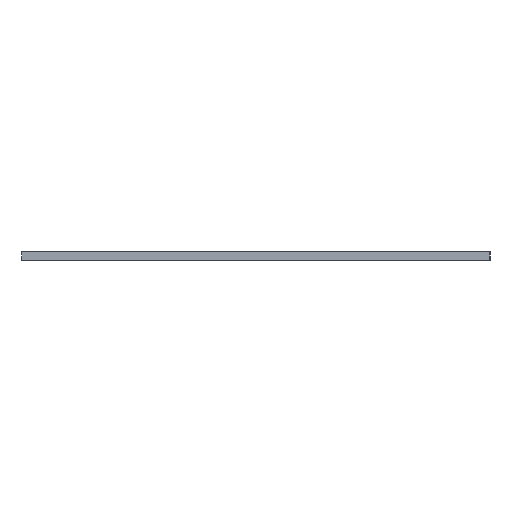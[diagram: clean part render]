
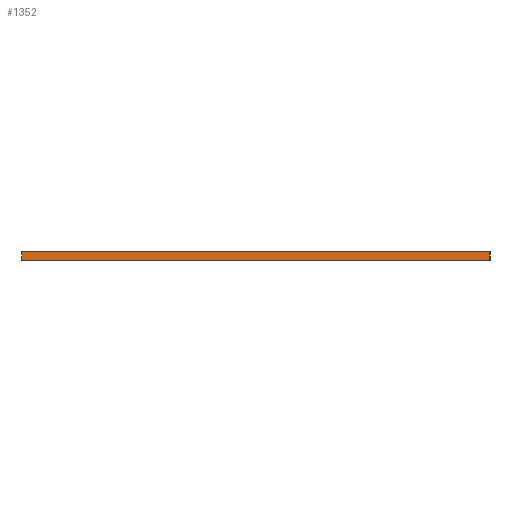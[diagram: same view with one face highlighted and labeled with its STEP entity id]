
A CAD part, left-side view. The second image highlights one B-rep face of the part: STEP entity #1352.
In plain terms, the highlighted planar face has unit normal (-1, 0, 0).
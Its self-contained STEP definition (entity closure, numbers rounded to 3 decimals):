
#72=PLANE('',#1489);
#138=FACE_OUTER_BOUND('',#204,.T.);
#204=EDGE_LOOP('',(#1117,#1118,#1119,#1120));
#354=LINE('',#2241,#490);
#355=LINE('',#2244,#491);
#356=LINE('',#2246,#492);
#357=LINE('',#2247,#493);
#490=VECTOR('',#1852,10.);
#491=VECTOR('',#1855,10.);
#492=VECTOR('',#1856,10.);
#493=VECTOR('',#1857,10.);
#679=VERTEX_POINT('',#2237);
#680=VERTEX_POINT('',#2239);
#681=VERTEX_POINT('',#2243);
#682=VERTEX_POINT('',#2245);
#866=EDGE_CURVE('',#679,#680,#354,.T.);
#867=EDGE_CURVE('',#679,#681,#355,.T.);
#868=EDGE_CURVE('',#682,#680,#356,.T.);
#869=EDGE_CURVE('',#681,#682,#357,.T.);
#1117=ORIENTED_EDGE('',*,*,#867,.F.);
#1118=ORIENTED_EDGE('',*,*,#866,.T.);
#1119=ORIENTED_EDGE('',*,*,#868,.F.);
#1120=ORIENTED_EDGE('',*,*,#869,.F.);
#1352=ADVANCED_FACE('',(#138),#72,.T.);
#1489=AXIS2_PLACEMENT_3D('',#2242,#1853,#1854);
#1852=DIRECTION('',(0.,0.,1.));
#1853=DIRECTION('center_axis',(-1.,0.,0.));
#1854=DIRECTION('ref_axis',(0.,-1.,0.));
#1855=DIRECTION('',(0.,1.,0.));
#1856=DIRECTION('',(0.,-1.,0.));
#1857=DIRECTION('',(0.,0.,1.));
#2237=CARTESIAN_POINT('',(-45.336,-47.836,0.));
#2239=CARTESIAN_POINT('',(-45.336,-47.836,1.5));
#2241=CARTESIAN_POINT('',(-45.336,-47.836,0.));
#2242=CARTESIAN_POINT('Origin',(-45.336,32.817,0.));
#2243=CARTESIAN_POINT('',(-45.336,32.817,0.));
#2244=CARTESIAN_POINT('',(-45.336,-47.836,0.));
#2245=CARTESIAN_POINT('',(-45.336,32.817,1.5));
#2246=CARTESIAN_POINT('',(-45.336,-47.836,1.5));
#2247=CARTESIAN_POINT('',(-45.336,32.817,0.));
